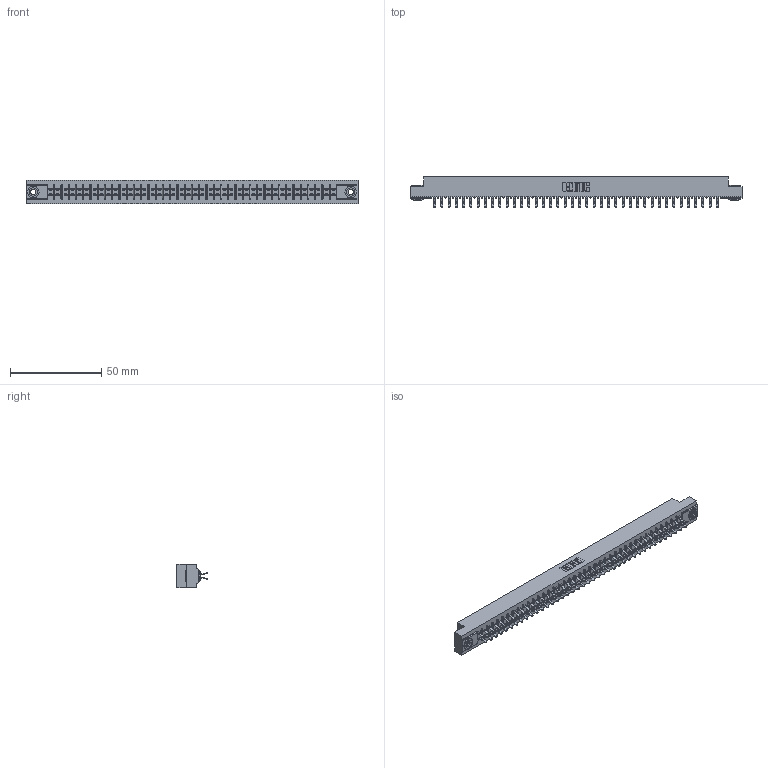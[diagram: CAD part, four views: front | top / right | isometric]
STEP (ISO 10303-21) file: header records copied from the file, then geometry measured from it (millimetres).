
FILE_DESCRIPTION (( 'STEP AP203' ), '1' );
FILE_NAME ('305-080-556-503.STEP', '2019-09-10T10:26:38', ( '' ), ( '' ), 'SwSTEP 2.0', 'SolidWorks 2016', '' );
FILE_SCHEMA (( 'CONFIG_CONTROL_DESIGN' ));
Length unit declared in the file: inch
Products named in the file (4): 305-290-001_556; 305 Part_.156 Dia; 305-080-556-503; 345-250-002_345-250-002-102
Assembly tree (83 placements, depth 2):
  305-080-556-503
    305 Part_.156 Dia
    305-290-001_556  x80
    345-250-002_345-250-002-102  x2
Bounding box: 181.51 x 16.64 x 12.7 mm (x, y, z)
Volume: 18360.1 mm3; surface area: 24474.2 mm2
Topology: 83 solids, 83 shells, 4648 faces, 13348 edges, 8680 vertices
Faces by surface type: plane 2572, cylinder 1908, sphere 160, cone 8
Entity records: 44840 total; most frequent: CARTESIAN_POINT 7403, ORIENTED_EDGE 7340, DIRECTION 7182, EDGE_CURVE 3670, VECTOR 2952, LINE 2952, VERTEX_POINT 2336, AXIS2_PLACEMENT_3D 2115
